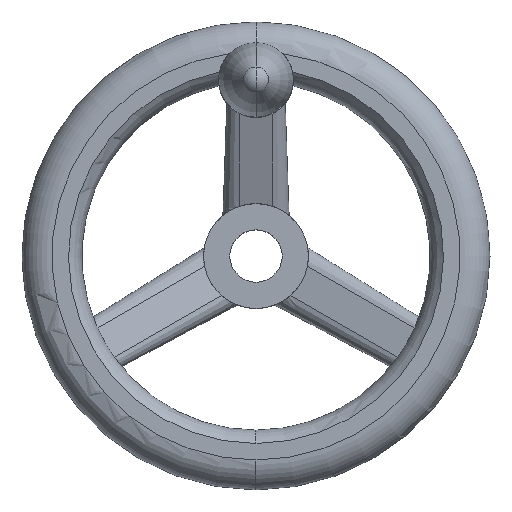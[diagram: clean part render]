
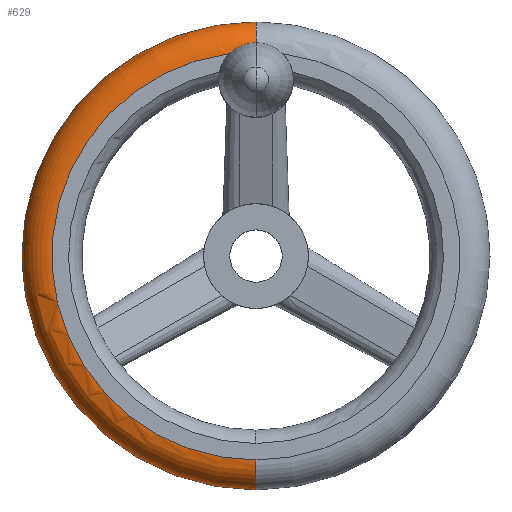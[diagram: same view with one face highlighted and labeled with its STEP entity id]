
A CAD part, top view. The second image highlights one B-rep face of the part: STEP entity #629.
In plain terms, the highlighted toroidal (fillet/blend) face has major radius 54.5 mm and minor radius 8 mm.
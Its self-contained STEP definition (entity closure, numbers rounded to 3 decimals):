
#301=EDGE_CURVE('',#329,#527,#805,.T.);
#329=VERTEX_POINT('',#834);
#367=EDGE_CURVE('',#679,#685,#876,.T.);
#487=EDGE_CURVE('',#679,#649,#1011,.T.);
#527=VERTEX_POINT('',#1055);
#587=EDGE_CURVE('',#329,#649,#1122,.T.);
#629=ADVANCED_FACE('',(#1165),#1166,.T.);
#637=EDGE_CURVE('',#527,#685,#1175,.T.);
#649=VERTEX_POINT('',#1189);
#679=VERTEX_POINT('',#1221);
#685=VERTEX_POINT('',#1228);
#805=CIRCLE('',#1474,54.5);
#834=CARTESIAN_POINT('',(0.,-54.5,36.0));
#876=CIRCLE('',#1620,8.0);
#1011=CIRCLE('',#1900,62.5);
#1055=CARTESIAN_POINT('',(-7.107,54.035,36.));
#1122=CIRCLE('',#2195,8.0);
#1165=FACE_OUTER_BOUND('',#2292,.T.);
#1166=TOROIDAL_SURFACE('',#2293,54.5,8.0);
#1175=CIRCLE('',#2304,54.5);
#1189=CARTESIAN_POINT('',(0.,-62.5,28.0));
#1221=CARTESIAN_POINT('',(0.,62.5,28.0));
#1228=CARTESIAN_POINT('',(0.,54.5,36.0));
#1474=AXIS2_PLACEMENT_3D('',#2659,#2660,#2661);
#1620=AXIS2_PLACEMENT_3D('',#2748,#2749,#2750);
#1900=AXIS2_PLACEMENT_3D('',#2942,#2943,#2944);
#2195=AXIS2_PLACEMENT_3D('',#3065,#3066,#3067);
#2292=EDGE_LOOP('',(#3093,#3094,#3095,#3096,#3097));
#2293=AXIS2_PLACEMENT_3D('',#3098,#3099,#3100);
#2304=AXIS2_PLACEMENT_3D('',#3111,#3112,#3113);
#2659=CARTESIAN_POINT('',(0.,0.,36.0));
#2660=DIRECTION('',(0.,0.,-1.0));
#2661=DIRECTION('',(0.,1.0,0.));
#2748=CARTESIAN_POINT('',(0.,54.5,28.0));
#2749=DIRECTION('',(1.0,0.,0.));
#2750=DIRECTION('',(0.,1.0,0.));
#2942=CARTESIAN_POINT('',(0.,0.,28.0));
#2943=DIRECTION('',(0.,0.,1.0));
#2944=DIRECTION('',(1.0,0.0,0.));
#3065=CARTESIAN_POINT('',(0.,-54.5,28.0));
#3066=DIRECTION('',(1.0,0.,0.));
#3067=DIRECTION('',(0.,-1.0,0.));
#3093=ORIENTED_EDGE('',*,*,#487,.T.);
#3094=ORIENTED_EDGE('',*,*,#587,.F.);
#3095=ORIENTED_EDGE('',*,*,#301,.T.);
#3096=ORIENTED_EDGE('',*,*,#637,.T.);
#3097=ORIENTED_EDGE('',*,*,#367,.F.);
#3098=CARTESIAN_POINT('',(0.,0.,28.0));
#3099=DIRECTION('',(0.,0.,1.0));
#3100=DIRECTION('',(0.,1.0,0.0));
#3111=CARTESIAN_POINT('',(0.,0.,36.0));
#3112=DIRECTION('',(0.,0.,-1.0));
#3113=DIRECTION('',(0.,1.0,0.));
